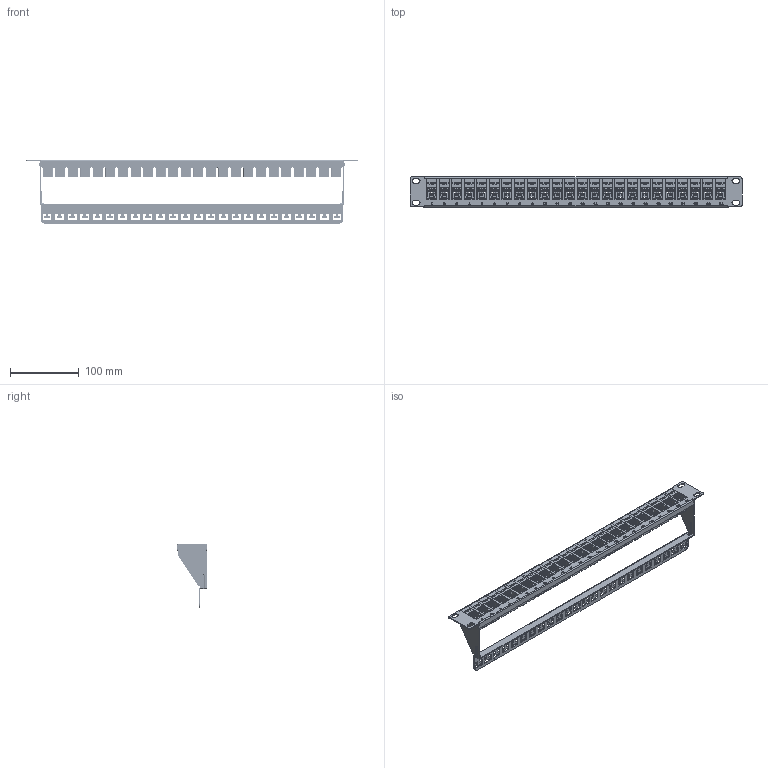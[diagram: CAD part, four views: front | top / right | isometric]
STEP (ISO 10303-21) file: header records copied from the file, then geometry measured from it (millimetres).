
FILE_DESCRIPTION (( 'STEP AP214' ), '1' );
FILE_NAME ('PR175-C5E-24M-CM.STEP', '2019-04-19T12:31:36', ( '' ), ( '' ), 'SwSTEP 2.0', 'SolidWorks 2018', '' );
FILE_SCHEMA (( 'AUTOMOTIVE_DESIGN' ));
Length unit declared in the file: inch
Products named in the file (5): PR175-24KS-CM_MA1; PR175-C5E-24M-CM; TDG1026KCx-MINI_Cat 5e; PR175-24KS-CM_MA2; PR175-24KS-CM
Assembly tree (27 placements, depth 3):
  PR175-C5E-24M-CM
    PR175-24KS-CM
      PR175-24KS-CM_MA1
      PR175-24KS-CM_MA2
    TDG1026KCx-MINI_Cat 5e  x24
Bounding box: 482.6 x 43.82 x 92.46 mm (x, y, z)
Volume: 180084 mm3; surface area: 229181.8 mm2
Topology: 50 solids, 50 shells, 12917 faces, 36145 edges, 23132 vertices
Faces by surface type: plane 8798, bspline 2947, cylinder 936, sphere 200, torus 36
Entity records: 133774 total; most frequent: CARTESIAN_POINT 53902, ORIENTED_EDGE 14934, DIRECTION 10723, EDGE_CURVE 7467, LINE 5869, VECTOR 5869, VERTEX_POINT 4870, EDGE_LOOP 3101
